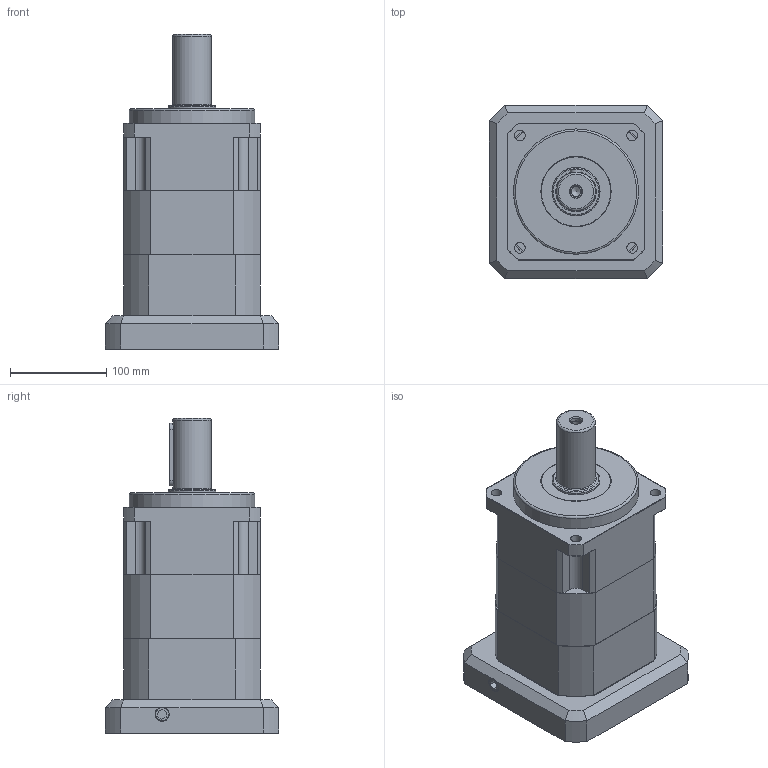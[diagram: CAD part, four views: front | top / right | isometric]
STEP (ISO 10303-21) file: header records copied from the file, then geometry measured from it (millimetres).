
FILE_DESCRIPTION((''),'2;1');
FILE_NAME('PGX142-H-2.stp','2021-06-03T14:27:22',('young'),(''),'Autodesk Inventor 2012','Autodesk Inventor 2012','');
FILE_SCHEMA(('AUTOMOTIVE_DESIGN { 1 0 10303 214 1 1 1 1 }'));
Length unit declared in the file: millimetre
Products named in the file (1): PGX142-H-2
Bounding box: 180 x 180 x 327 mm (x, y, z)
Volume: 3916207.7 mm3; surface area: 484128.8 mm2
Topology: 17 solids, 17 shells, 571 faces, 1401 edges, 902 vertices
Faces by surface type: plane 296, cylinder 182, cone 70, torus 14, bspline 9
Full cylindrical faces by diameter (mm): 6.8 x4, 7 x1, 8.5 x12, 8.6 x1, 10 x5, 10.2 x5, 10.5 x4, 11 x5, 12 x1, 14 x4, 14.5 x4, 16 x5, 22 x1, 38.5 x1, 40 x1, 42 x1, 42.5 x1, 43 x1, 44.9 x2, 48 x1, 48.5 x1, 49.8 x2, 50 x2, 62 x1, 72 x4, 108 x1, 114.3 x1, 120 x2, 130 x1
Entity records: 17013 total; most frequent: CARTESIAN_POINT 3866, DIRECTION 2743, ORIENTED_EDGE 2488, EDGE_CURVE 1244, AXIS2_PLACEMENT_3D 1039, VERTEX_POINT 872, EDGE_LOOP 790, VECTOR 665
